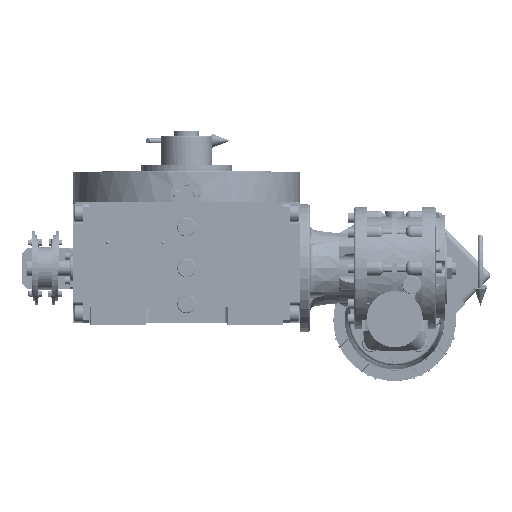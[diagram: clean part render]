
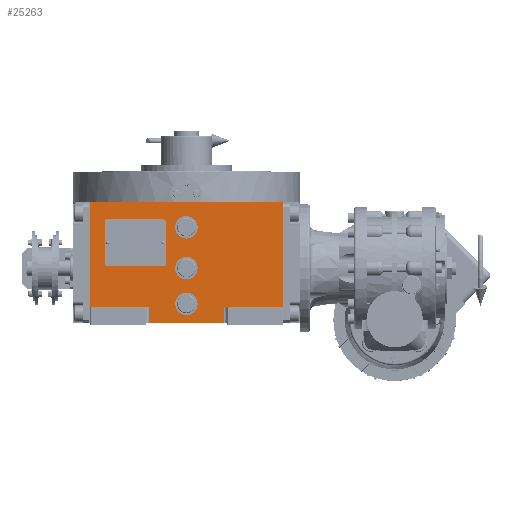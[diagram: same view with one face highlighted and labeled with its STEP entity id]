
A CAD part, top view. The second image highlights one B-rep face of the part: STEP entity #25263.
In plain terms, the highlighted planar face has unit normal (0, 0, 1).
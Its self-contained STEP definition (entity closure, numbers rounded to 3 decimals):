
#411 = DIRECTION ( 'NONE',  ( 1., 0., 0. ) ) ;
#775 = DIRECTION ( 'NONE',  ( 0., -1., 0. ) ) ;
#2899 = CARTESIAN_POINT ( 'NONE',  ( -94.5, -38.5, 163.5 ) ) ;
#5723 = EDGE_CURVE ( 'NONE', #75740, #145202, #166107, .T. ) ;
#6409 = LINE ( 'NONE', #73899, #147223 ) ;
#7504 = DIRECTION ( 'NONE',  ( 0., 0., 1. ) ) ;
#7747 = EDGE_CURVE ( 'NONE', #92848, #124237, #71720, .T. ) ;
#8987 = PLANE ( 'NONE',  #98824 ) ;
#9868 = VECTOR ( 'NONE', #122316, 1000. ) ;
#11572 = DIRECTION ( 'NONE',  ( -1., 0., 0. ) ) ;
#11733 = LINE ( 'NONE', #37320, #16653 ) ;
#14113 = CARTESIAN_POINT ( 'NONE',  ( 37., -38.5, 163.5 ) ) ;
#14964 = ORIENTED_EDGE ( 'NONE', *, *, #53825, .F. ) ;
#15191 = CARTESIAN_POINT ( 'NONE',  ( -94.5, -38.5, 163.5 ) ) ;
#16490 = CARTESIAN_POINT ( 'NONE',  ( -37., -53.5, 163.5 ) ) ;
#16653 = VECTOR ( 'NONE', #91192, 1000. ) ;
#16680 = ORIENTED_EDGE ( 'NONE', *, *, #110682, .T. ) ;
#19078 = VERTEX_POINT ( 'NONE', #124992 ) ;
#21105 = AXIS2_PLACEMENT_3D ( 'NONE', #98355, #71849, #72750 ) ;
#23546 = ORIENTED_EDGE ( 'NONE', *, *, #96287, .F. ) ;
#25263 = ADVANCED_FACE ( 'NONE', ( #66367, #78297, #106601, #163067 ), #8987, .T. ) ;
#27065 = AXIS2_PLACEMENT_3D ( 'NONE', #98031, #128098, #411 ) ;
#27139 = CARTESIAN_POINT ( 'NONE',  ( 11., 0., 163.5 ) ) ;
#33970 = CARTESIAN_POINT ( 'NONE',  ( 0., 40., 163.5 ) ) ;
#35050 = EDGE_CURVE ( 'NONE', #74510, #75145, #73506, .T. ) ;
#37320 = CARTESIAN_POINT ( 'NONE',  ( -94.5, 64.5, 163.5 ) ) ;
#37672 = VERTEX_POINT ( 'NONE', #14113 ) ;
#39219 = EDGE_CURVE ( 'NONE', #118653, #63759, #74261, .T. ) ;
#43571 = EDGE_LOOP ( 'NONE', ( #16680, #14964, #76145, #84772, #113528, #64498, #107491, #67719 ) ) ;
#44388 = CIRCLE ( 'NONE', #21105, 11. ) ;
#47546 = VERTEX_POINT ( 'NONE', #50829 ) ;
#49136 = CARTESIAN_POINT ( 'NONE',  ( -37., -38.5, 163.5 ) ) ;
#50829 = CARTESIAN_POINT ( 'NONE',  ( 37., -53.5, 163.5 ) ) ;
#50973 = AXIS2_PLACEMENT_3D ( 'NONE', #85992, #85089, #96995 ) ;
#52056 = CARTESIAN_POINT ( 'NONE',  ( -37., -53.5, 163.5 ) ) ;
#52318 = VERTEX_POINT ( 'NONE', #117704 ) ;
#53825 = EDGE_CURVE ( 'NONE', #37672, #47546, #125789, .T. ) ;
#55243 = LINE ( 'NONE', #140057, #92428 ) ;
#57965 = CARTESIAN_POINT ( 'NONE',  ( 94.5, -38.5, 163.5 ) ) ;
#63109 = DIRECTION ( 'NONE',  ( 1., 0., 0. ) ) ;
#63185 = CARTESIAN_POINT ( 'NONE',  ( 11., 40., 163.5 ) ) ;
#63759 = VERTEX_POINT ( 'NONE', #27139 ) ;
#63803 = VERTEX_POINT ( 'NONE', #170268 ) ;
#64498 = ORIENTED_EDGE ( 'NONE', *, *, #123648, .F. ) ;
#66367 = FACE_BOUND ( 'NONE', #86681, .T. ) ;
#67719 = ORIENTED_EDGE ( 'NONE', *, *, #176422, .F. ) ;
#71720 = LINE ( 'NONE', #15191, #140833 ) ;
#71849 = DIRECTION ( 'NONE',  ( 0., 0., 1. ) ) ;
#72467 = EDGE_CURVE ( 'NONE', #63803, #52318, #11733, .T. ) ;
#72750 = DIRECTION ( 'NONE',  ( -1., 0., 0. ) ) ;
#73506 = CIRCLE ( 'NONE', #175444, 11. ) ;
#73556 = ORIENTED_EDGE ( 'NONE', *, *, #5723, .F. ) ;
#73899 = CARTESIAN_POINT ( 'NONE',  ( 37., -38.5, 163.5 ) ) ;
#74261 = CIRCLE ( 'NONE', #50973, 11. ) ;
#74510 = VERTEX_POINT ( 'NONE', #153053 ) ;
#75145 = VERTEX_POINT ( 'NONE', #170147 ) ;
#75740 = VERTEX_POINT ( 'NONE', #161412 ) ;
#76145 = ORIENTED_EDGE ( 'NONE', *, *, #165893, .T. ) ;
#76552 = CIRCLE ( 'NONE', #27065, 11. ) ;
#78297 = FACE_BOUND ( 'NONE', #170977, .T. ) ;
#80092 = DIRECTION ( 'NONE',  ( 1., 0., 0. ) ) ;
#82895 = ORIENTED_EDGE ( 'NONE', *, *, #35050, .F. ) ;
#84772 = ORIENTED_EDGE ( 'NONE', *, *, #85953, .T. ) ;
#85089 = DIRECTION ( 'NONE',  ( 0., 0., 1. ) ) ;
#85684 = ORIENTED_EDGE ( 'NONE', *, *, #128722, .F. ) ;
#85953 = EDGE_CURVE ( 'NONE', #19078, #52318, #97260, .T. ) ;
#85992 = CARTESIAN_POINT ( 'NONE',  ( 0., 0., 163.5 ) ) ;
#86681 = EDGE_LOOP ( 'NONE', ( #89175, #179062 ) ) ;
#86853 = DIRECTION ( 'NONE',  ( 0., 1., 0. ) ) ;
#89175 = ORIENTED_EDGE ( 'NONE', *, *, #107771, .F. ) ;
#91192 = DIRECTION ( 'NONE',  ( 1., 0., 0. ) ) ;
#92428 = VECTOR ( 'NONE', #110924, 1000. ) ;
#92848 = VERTEX_POINT ( 'NONE', #116027 ) ;
#95558 = VECTOR ( 'NONE', #86853, 1000. ) ;
#96287 = EDGE_CURVE ( 'NONE', #75145, #74510, #44388, .T. ) ;
#96427 = CARTESIAN_POINT ( 'NONE',  ( 0., -35., 163.5 ) ) ;
#96995 = DIRECTION ( 'NONE',  ( -1., 0., 0. ) ) ;
#97260 = LINE ( 'NONE', #57965, #127135 ) ;
#98031 = CARTESIAN_POINT ( 'NONE',  ( 0., 0., 163.5 ) ) ;
#98355 = CARTESIAN_POINT ( 'NONE',  ( 0., -35., 163.5 ) ) ;
#98824 = AXIS2_PLACEMENT_3D ( 'NONE', #174068, #150298, #80092 ) ;
#101448 = LINE ( 'NONE', #2899, #95558 ) ;
#104692 = CARTESIAN_POINT ( 'NONE',  ( -11., 0., 163.5 ) ) ;
#106601 = FACE_BOUND ( 'NONE', #124933, .T. ) ;
#107491 = ORIENTED_EDGE ( 'NONE', *, *, #7747, .T. ) ;
#107771 = EDGE_CURVE ( 'NONE', #63759, #118653, #76552, .T. ) ;
#110682 = EDGE_CURVE ( 'NONE', #154074, #47546, #175207, .T. ) ;
#110924 = DIRECTION ( 'NONE',  ( 0., 1., 0. ) ) ;
#113528 = ORIENTED_EDGE ( 'NONE', *, *, #72467, .F. ) ;
#116027 = CARTESIAN_POINT ( 'NONE',  ( -94.5, -38.5, 163.5 ) ) ;
#117704 = CARTESIAN_POINT ( 'NONE',  ( 94.5, 64.5, 163.5 ) ) ;
#118653 = VERTEX_POINT ( 'NONE', #104692 ) ;
#122316 = DIRECTION ( 'NONE',  ( 1., 0., 0. ) ) ;
#123173 = DIRECTION ( 'NONE',  ( 1., 0., 0. ) ) ;
#123648 = EDGE_CURVE ( 'NONE', #92848, #63803, #101448, .T. ) ;
#124237 = VERTEX_POINT ( 'NONE', #49136 ) ;
#124419 = VECTOR ( 'NONE', #775, 1000. ) ;
#124688 = DIRECTION ( 'NONE',  ( 0., 0., 1. ) ) ;
#124933 = EDGE_LOOP ( 'NONE', ( #85684, #73556 ) ) ;
#124992 = CARTESIAN_POINT ( 'NONE',  ( 94.5, -38.5, 163.5 ) ) ;
#125789 = LINE ( 'NONE', #168588, #124419 ) ;
#127135 = VECTOR ( 'NONE', #167423, 1000. ) ;
#128098 = DIRECTION ( 'NONE',  ( 0., 0., 1. ) ) ;
#128722 = EDGE_CURVE ( 'NONE', #145202, #75740, #134352, .T. ) ;
#134352 = CIRCLE ( 'NONE', #157601, 11. ) ;
#136552 = CARTESIAN_POINT ( 'NONE',  ( 0., 40., 163.5 ) ) ;
#139250 = DIRECTION ( 'NONE',  ( 1., 0., 0. ) ) ;
#140057 = CARTESIAN_POINT ( 'NONE',  ( -37., -53.5, 163.5 ) ) ;
#140833 = VECTOR ( 'NONE', #123173, 1000. ) ;
#145202 = VERTEX_POINT ( 'NONE', #63185 ) ;
#147223 = VECTOR ( 'NONE', #156000, 1000. ) ;
#149322 = DIRECTION ( 'NONE',  ( 0., 0., 1. ) ) ;
#150298 = DIRECTION ( 'NONE',  ( 0., 0., 1. ) ) ;
#153053 = CARTESIAN_POINT ( 'NONE',  ( 11., -35., 163.5 ) ) ;
#154074 = VERTEX_POINT ( 'NONE', #16490 ) ;
#156000 = DIRECTION ( 'NONE',  ( 1., 0., 0. ) ) ;
#157601 = AXIS2_PLACEMENT_3D ( 'NONE', #33970, #7504, #63109 ) ;
#161412 = CARTESIAN_POINT ( 'NONE',  ( -11., 40., 163.5 ) ) ;
#163067 = FACE_OUTER_BOUND ( 'NONE', #43571, .T. ) ;
#165893 = EDGE_CURVE ( 'NONE', #37672, #19078, #6409, .T. ) ;
#166107 = CIRCLE ( 'NONE', #174818, 11. ) ;
#167423 = DIRECTION ( 'NONE',  ( 0., 1., 0. ) ) ;
#168588 = CARTESIAN_POINT ( 'NONE',  ( 37., -38.5, 163.5 ) ) ;
#170147 = CARTESIAN_POINT ( 'NONE',  ( -11., -35., 163.5 ) ) ;
#170268 = CARTESIAN_POINT ( 'NONE',  ( -94.5, 64.5, 163.5 ) ) ;
#170977 = EDGE_LOOP ( 'NONE', ( #82895, #23546 ) ) ;
#174068 = CARTESIAN_POINT ( 'NONE',  ( -94.5, -53.5, 163.5 ) ) ;
#174818 = AXIS2_PLACEMENT_3D ( 'NONE', #136552, #149322, #11572 ) ;
#175207 = LINE ( 'NONE', #52056, #9868 ) ;
#175444 = AXIS2_PLACEMENT_3D ( 'NONE', #96427, #124688, #139250 ) ;
#176422 = EDGE_CURVE ( 'NONE', #154074, #124237, #55243, .T. ) ;
#179062 = ORIENTED_EDGE ( 'NONE', *, *, #39219, .F. ) ;
